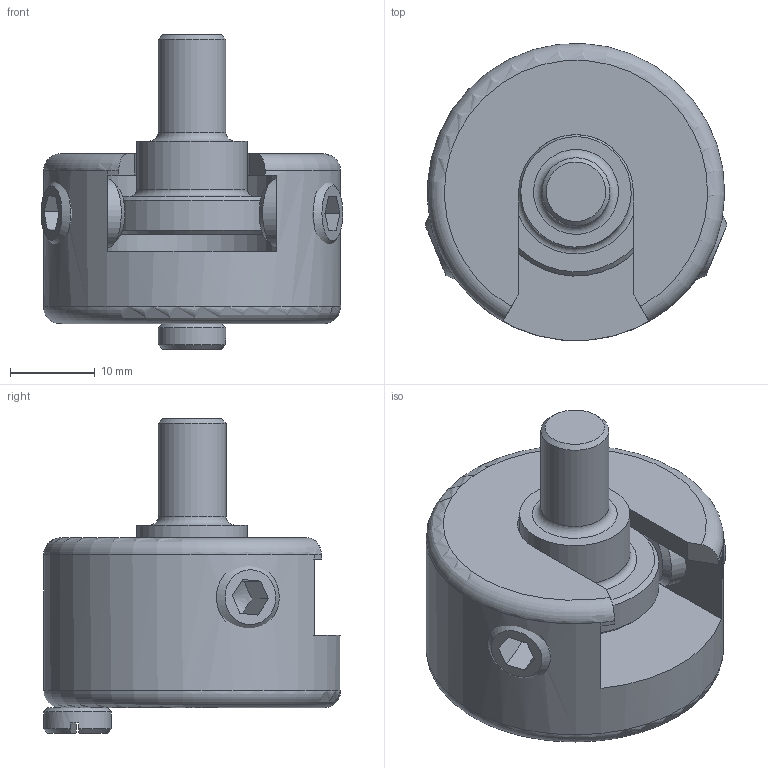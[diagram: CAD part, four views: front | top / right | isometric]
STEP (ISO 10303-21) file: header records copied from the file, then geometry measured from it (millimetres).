
FILE_DESCRIPTION((''),'2;1');
FILE_NAME('SZ0600V_A.stp','2013-08-26T09:51:39',('janine behrens'),(''),'Autodesk Inventor 2012','Autodesk Inventor 2012','');
FILE_SCHEMA(('AUTOMOTIVE_DESIGN { 1 0 10303 214 1 1 1 1 }'));
Length unit declared in the file: millimetre
Products named in the file (5): SZ0600V_A; ME0600001_A; ME1806000_A; DIN 913 M8 x 8; SS9900V_A
Assembly tree (5 placements, depth 2):
  SZ0600V_A
    ME0600001_A
    ME1806000_A
    DIN 913 M8 x 8  x2
    SS9900V_A
Bounding box: 35.55 x 34.97 x 37 mm (x, y, z)
Volume: 15591.9 mm3; surface area: 7892 mm2
Topology: 5 solids, 5 shells, 92 faces, 219 edges, 138 vertices
Faces by surface type: plane 50, cylinder 19, cone 17, torus 6
Full cylindrical faces by diameter (mm): 3.7 x1, 4.134 x2, 5 x1, 6 x1, 6.647 x2, 8 x4, 8.5 x1, 13 x1, 13.5 x1, 19.8 x1, 35 x1
Entity records: 2302 total; most frequent: CARTESIAN_POINT 483, DIRECTION 368, ORIENTED_EDGE 296, AXIS2_PLACEMENT_3D 151, EDGE_CURVE 148, EDGE_LOOP 120, VERTEX_POINT 110, FACE_OUTER_BOUND 79
